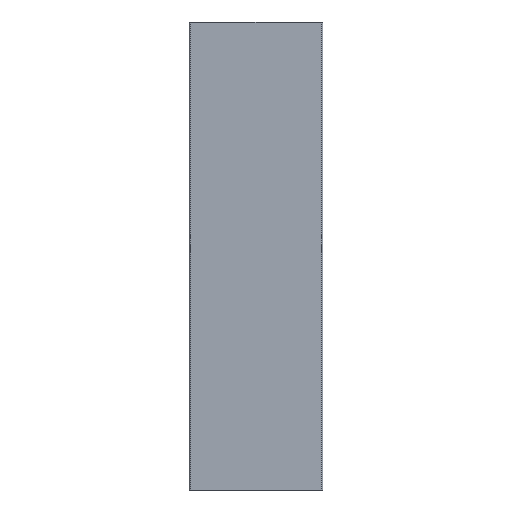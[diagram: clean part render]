
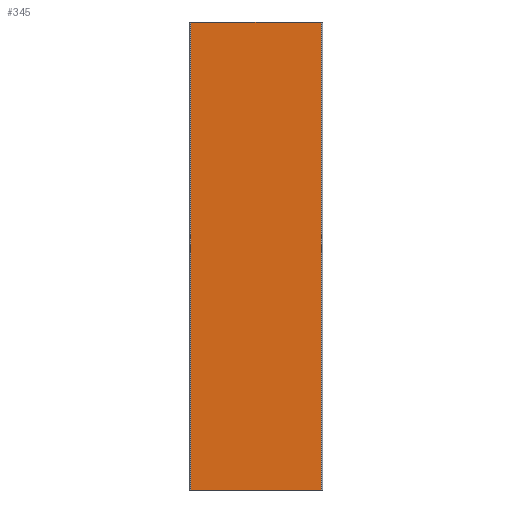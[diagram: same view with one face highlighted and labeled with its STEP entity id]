
A CAD part, left-side view. The second image highlights one B-rep face of the part: STEP entity #345.
In plain terms, the highlighted planar face has unit normal (-1, 0, 0).
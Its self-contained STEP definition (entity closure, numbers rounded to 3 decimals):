
#49=FACE_OUTER_BOUND('',#68,.T.);
#68=EDGE_LOOP('',(#299,#300,#301,#302));
#71=LINE('',#509,#103);
#79=LINE('',#539,#111);
#82=LINE('',#548,#114);
#102=LINE('',#600,#134);
#103=VECTOR('',#407,10.);
#111=VECTOR('',#431,10.);
#114=VECTOR('',#440,10.);
#134=VECTOR('',#500,10.);
#143=VERTEX_POINT('',#505);
#145=VERTEX_POINT('',#508);
#159=VERTEX_POINT('',#538);
#162=VERTEX_POINT('',#546);
#176=EDGE_CURVE('',#145,#143,#71,.T.);
#191=EDGE_CURVE('',#159,#145,#79,.T.);
#196=EDGE_CURVE('',#162,#143,#82,.T.);
#222=EDGE_CURVE('',#159,#162,#102,.T.);
#299=ORIENTED_EDGE('',*,*,#176,.T.);
#300=ORIENTED_EDGE('',*,*,#196,.F.);
#301=ORIENTED_EDGE('',*,*,#222,.F.);
#302=ORIENTED_EDGE('',*,*,#191,.T.);
#327=PLANE('',#399);
#345=ADVANCED_FACE('',(#49),#327,.T.);
#399=AXIS2_PLACEMENT_3D('',#599,#498,#499);
#407=DIRECTION('',(0.,1.,0.));
#431=DIRECTION('',(0.,0.,1.));
#440=DIRECTION('',(0.,0.,1.));
#498=DIRECTION('center_axis',(-1.,0.,0.));
#499=DIRECTION('ref_axis',(0.,0.,1.));
#500=DIRECTION('',(0.,1.,0.));
#505=CARTESIAN_POINT('',(-20.,39.,280.));
#508=CARTESIAN_POINT('',(-20.,-39.,280.));
#509=CARTESIAN_POINT('',(-20.,-19.5,280.));
#538=CARTESIAN_POINT('',(-20.,-39.,0.));
#539=CARTESIAN_POINT('',(-20.,-39.,0.));
#546=CARTESIAN_POINT('',(-20.,39.,0.));
#548=CARTESIAN_POINT('',(-20.,39.,0.));
#599=CARTESIAN_POINT('Origin',(-20.,-39.,0.));
#600=CARTESIAN_POINT('',(-20.,-19.5,0.));
